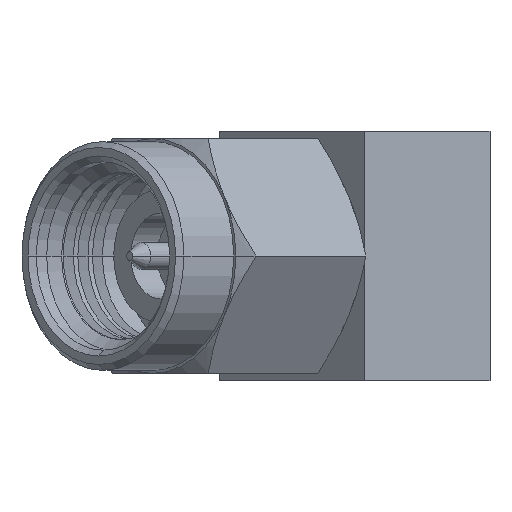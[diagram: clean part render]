
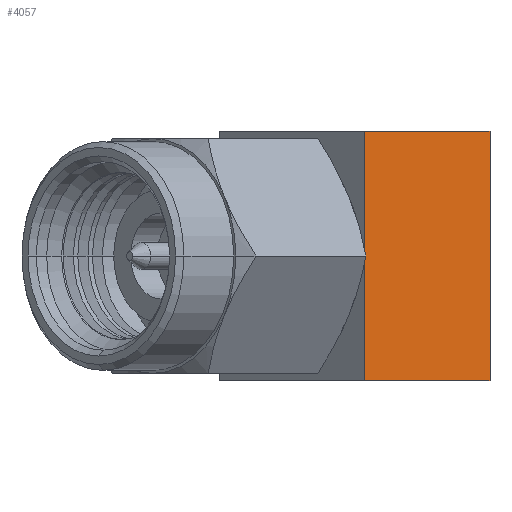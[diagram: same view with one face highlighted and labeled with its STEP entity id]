
A CAD part, left-side view. The second image highlights one B-rep face of the part: STEP entity #4057.
In plain terms, the highlighted planar face has unit normal (-0.707, -0.707, 0).
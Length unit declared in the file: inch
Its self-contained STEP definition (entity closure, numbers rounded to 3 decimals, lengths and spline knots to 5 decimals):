
#48 = EDGE_CURVE ( 'NONE', #5236, #3309, #745, .T. ) ;
#89 = AXIS2_PLACEMENT_3D ( 'NONE', #578, #4966, #5396 ) ;
#183 = VERTEX_POINT ( 'NONE', #769 ) ;
#537 = EDGE_LOOP ( 'NONE', ( #1787, #871, #4344, #4846 ) ) ;
#555 = PLANE ( 'NONE',  #89 ) ;
#578 = CARTESIAN_POINT ( 'NONE',  ( -0.22549, 0.03062, -0.16732 ) ) ;
#745 = LINE ( 'NONE', #1881, #5623 ) ;
#769 = CARTESIAN_POINT ( 'NONE',  ( -0.05707, -0.1378, 0.16732 ) ) ;
#871 = ORIENTED_EDGE ( 'NONE', *, *, #2475, .F. ) ;
#1211 = VERTEX_POINT ( 'NONE', #3794 ) ;
#1381 = CARTESIAN_POINT ( 'NONE',  ( -0.22549, 0.03062, -0.16732 ) ) ;
#1435 = VECTOR ( 'NONE', #4858, 39.37008 ) ;
#1787 = ORIENTED_EDGE ( 'NONE', *, *, #3206, .T. ) ;
#1881 = CARTESIAN_POINT ( 'NONE',  ( -0.22549, 0.03062, -0.16732 ) ) ;
#2091 = CARTESIAN_POINT ( 'NONE',  ( -0.22549, 0.03062, -0.16732 ) ) ;
#2313 = LINE ( 'NONE', #3996, #2634 ) ;
#2475 = EDGE_CURVE ( 'NONE', #3309, #183, #2313, .T. ) ;
#2634 = VECTOR ( 'NONE', #3144, 39.37008 ) ;
#2700 = VECTOR ( 'NONE', #5596, 39.37008 ) ;
#2895 = DIRECTION ( 'NONE',  ( 0., 0., 1. ) ) ;
#3047 = LINE ( 'NONE', #3785, #2700 ) ;
#3144 = DIRECTION ( 'NONE',  ( 0.707, -0.707, 0. ) ) ;
#3206 = EDGE_CURVE ( 'NONE', #1211, #183, #3047, .T. ) ;
#3309 = VERTEX_POINT ( 'NONE', #4014 ) ;
#3563 = FACE_OUTER_BOUND ( 'NONE', #537, .T. ) ;
#3785 = CARTESIAN_POINT ( 'NONE',  ( -0.05707, -0.1378, -0.16732 ) ) ;
#3794 = CARTESIAN_POINT ( 'NONE',  ( -0.05707, -0.1378, -0.16732 ) ) ;
#3996 = CARTESIAN_POINT ( 'NONE',  ( -0.22549, 0.03062, 0.16732 ) ) ;
#4014 = CARTESIAN_POINT ( 'NONE',  ( -0.22549, 0.03062, 0.16732 ) ) ;
#4057 = ADVANCED_FACE ( 'NONE', ( #3563 ), #555, .T. ) ;
#4344 = ORIENTED_EDGE ( 'NONE', *, *, #48, .F. ) ;
#4513 = LINE ( 'NONE', #1381, #1435 ) ;
#4846 = ORIENTED_EDGE ( 'NONE', *, *, #5025, .T. ) ;
#4858 = DIRECTION ( 'NONE',  ( 0.707, -0.707, 0. ) ) ;
#4966 = DIRECTION ( 'NONE',  ( -0.707, -0.707, 0. ) ) ;
#5025 = EDGE_CURVE ( 'NONE', #5236, #1211, #4513, .T. ) ;
#5236 = VERTEX_POINT ( 'NONE', #2091 ) ;
#5396 = DIRECTION ( 'NONE',  ( -0.707, 0.707, 0. ) ) ;
#5596 = DIRECTION ( 'NONE',  ( 0., 0., 1. ) ) ;
#5623 = VECTOR ( 'NONE', #2895, 39.37008 ) ;
